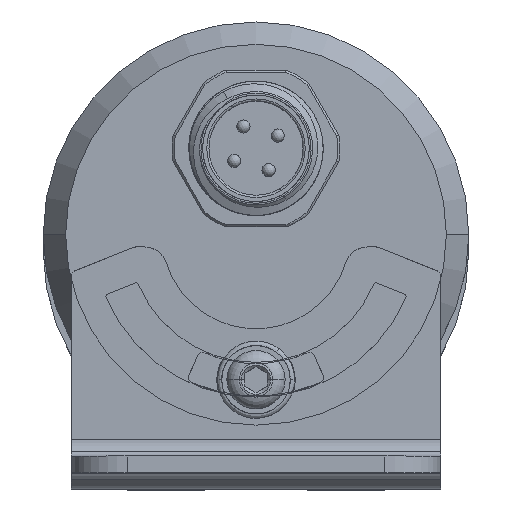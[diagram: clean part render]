
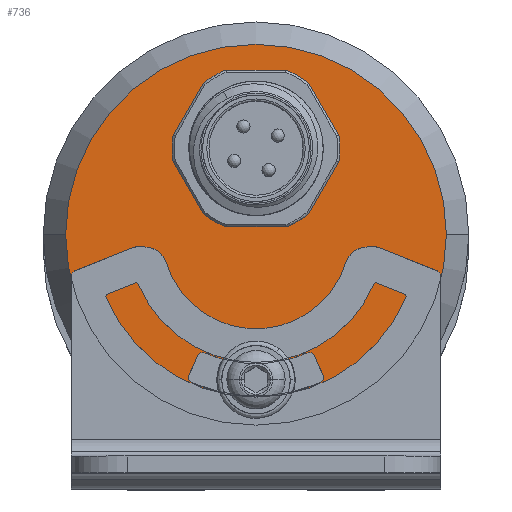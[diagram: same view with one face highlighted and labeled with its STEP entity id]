
A CAD part, top view. The second image highlights one B-rep face of the part: STEP entity #736.
In plain terms, the highlighted planar face has unit normal (0, 0, 1).
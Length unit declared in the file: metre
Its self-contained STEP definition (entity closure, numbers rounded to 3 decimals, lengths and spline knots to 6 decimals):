
#736=ADVANCED_FACE('9:872',(#1580,#1581),#1582,.F.);
#1580=FACE_OUTER_BOUND('',#2619,.T.);
#1581=FACE_BOUND('',#2620,.T.);
#1582=PLANE('',#2621);
#2619=EDGE_LOOP('',(#4897,#4898));
#2620=EDGE_LOOP('',(#4899,#4900,#4901,#4902,#4903,#4904,#4905,#4906,#4907,#4908,#4909,#4910,#4911,#4912,#4913,#4914,#4915,#4916,#4917,#4918));
#2621=AXIS2_PLACEMENT_3D('',#4919,#4920,#4921);
#4897=ORIENTED_EDGE('',*,*,#7348,.F.);
#4898=ORIENTED_EDGE('',*,*,#7337,.F.);
#4899=ORIENTED_EDGE('',*,*,#7377,.T.);
#4900=ORIENTED_EDGE('',*,*,#7371,.T.);
#4901=ORIENTED_EDGE('',*,*,#7401,.T.);
#4902=ORIENTED_EDGE('',*,*,#7317,.F.);
#4903=ORIENTED_EDGE('',*,*,#7363,.F.);
#4904=ORIENTED_EDGE('',*,*,#7408,.T.);
#4905=ORIENTED_EDGE('',*,*,#7322,.F.);
#4906=ORIENTED_EDGE('',*,*,#7359,.F.);
#4907=ORIENTED_EDGE('',*,*,#7394,.T.);
#4908=ORIENTED_EDGE('',*,*,#7387,.T.);
#4909=ORIENTED_EDGE('',*,*,#7410,.T.);
#4910=ORIENTED_EDGE('',*,*,#7327,.F.);
#4911=ORIENTED_EDGE('',*,*,#7355,.F.);
#4912=ORIENTED_EDGE('',*,*,#7412,.T.);
#4913=ORIENTED_EDGE('',*,*,#7312,.F.);
#4914=ORIENTED_EDGE('',*,*,#7367,.F.);
#4915=ORIENTED_EDGE('',*,*,#7397,.T.);
#4916=ORIENTED_EDGE('',*,*,#7373,.T.);
#4917=ORIENTED_EDGE('',*,*,#7383,.T.);
#4918=ORIENTED_EDGE('',*,*,#7391,.T.);
#4919=CARTESIAN_POINT('',(0.0,0.,0.3113));
#4920=DIRECTION('',(0.0,0.0,-1.0));
#4921=DIRECTION('',(0.0,-1.0,0.0));
#7312=EDGE_CURVE('9:938',#8668,#8671,#8672,.F.);
#7317=EDGE_CURVE('9:926',#8677,#8680,#8681,.F.);
#7322=EDGE_CURVE('9:914',#8686,#8689,#8690,.F.);
#7327=EDGE_CURVE('9:902',#8695,#8698,#8699,.F.);
#7337=EDGE_CURVE('9:887',#8713,#8716,#8717,.T.);
#7348=EDGE_CURVE('9:887',#8716,#8713,#8731,.T.);
#7355=EDGE_CURVE('9:902',#8738,#8695,#8740,.F.);
#7359=EDGE_CURVE('9:914',#8744,#8686,#8746,.F.);
#7363=EDGE_CURVE('9:926',#8750,#8677,#8752,.F.);
#7367=EDGE_CURVE('9:938',#8756,#8668,#8758,.F.);
#7371=EDGE_CURVE('9:950',#8657,#8762,#8764,.T.);
#7373=EDGE_CURVE('9:965',#8766,#8647,#8767,.T.);
#7377=EDGE_CURVE('9:980',#8772,#8657,#8773,.T.);
#7383=EDGE_CURVE('9:995',#8647,#8780,#8782,.T.);
#7387=EDGE_CURVE('9:1004',#8787,#8785,#8788,.T.);
#7391=EDGE_CURVE('9:1013',#8780,#8772,#8792,.T.);
#7394=EDGE_CURVE('9:1016',#8744,#8787,#8795,.F.);
#7397=EDGE_CURVE('9:1022',#8756,#8766,#8798,.F.);
#7401=EDGE_CURVE('9:1031',#8762,#8680,#8802,.F.);
#7408=EDGE_CURVE('9:1043',#8750,#8689,#8809,.T.);
#7410=EDGE_CURVE('9:1046',#8785,#8698,#8811,.F.);
#7412=EDGE_CURVE('9:1049',#8738,#8671,#8813,.T.);
#8647=VERTEX_POINT('',#10554);
#8657=VERTEX_POINT('',#10567);
#8668=VERTEX_POINT('',#10581);
#8671=VERTEX_POINT('',#10585);
#8672=CIRCLE('',#10586,0.0005);
#8677=VERTEX_POINT('',#10592);
#8680=VERTEX_POINT('',#10596);
#8681=CIRCLE('',#10597,0.0005);
#8686=VERTEX_POINT('',#10603);
#8689=VERTEX_POINT('',#10607);
#8690=CIRCLE('',#10608,0.0005);
#8695=VERTEX_POINT('',#10614);
#8698=VERTEX_POINT('',#10618);
#8699=CIRCLE('',#10619,0.0005);
#8713=VERTEX_POINT('',#10636);
#8716=VERTEX_POINT('',#10640);
#8717=CIRCLE('',#10641,0.017);
#8731=CIRCLE('',#10658,0.017);
#8738=VERTEX_POINT('',#10665);
#8740=CIRCLE('',#10668,0.0005);
#8744=VERTEX_POINT('',#10672);
#8746=CIRCLE('',#10675,0.0005);
#8750=VERTEX_POINT('',#10679);
#8752=CIRCLE('',#10682,0.0005);
#8756=VERTEX_POINT('',#10686);
#8758=CIRCLE('',#10689,0.0005);
#8762=VERTEX_POINT('',#10693);
#8764=CIRCLE('',#10696,0.0035);
#8766=VERTEX_POINT('',#10698);
#8767=CIRCLE('',#10699,0.0035);
#8772=VERTEX_POINT('',#10705);
#8773=CIRCLE('',#10706,0.0035);
#8780=VERTEX_POINT('',#10714);
#8782=CIRCLE('',#10717,0.0035);
#8785=VERTEX_POINT('',#10720);
#8787=VERTEX_POINT('',#10723);
#8788=CIRCLE('',#10724,0.0144);
#8792=CIRCLE('',#10729,0.0115);
#8795=CIRCLE('',#10732,0.0144);
#8798=CIRCLE('',#10735,0.0115);
#8802=CIRCLE('',#10739,0.0115);
#8809=LINE('',#10748,#10749);
#8811=CIRCLE('',#10751,0.0144);
#8813=LINE('',#10753,#10754);
#10554=CARTESIAN_POINT('',(-0.0035,-0.012951,0.3113));
#10567=CARTESIAN_POINT('',(0.0035,-0.012951,0.3113));
#10581=CARTESIAN_POINT('',(-0.004915,-0.010558,0.3113));
#10585=CARTESIAN_POINT('',(-0.00519,-0.010812,0.3113));
#10586=AXIS2_PLACEMENT_3D('',#30287,#30288,#30289);
#10592=CARTESIAN_POINT('',(0.004915,-0.010558,0.3113));
#10596=CARTESIAN_POINT('',(0.00454,-0.010566,0.3113));
#10597=AXIS2_PLACEMENT_3D('',#30295,#30296,#30297);
#10603=CARTESIAN_POINT('',(0.006015,-0.012922,0.3113));
#10607=CARTESIAN_POINT('',(0.005999,-0.012533,0.3113));
#10608=AXIS2_PLACEMENT_3D('',#30303,#30304,#30305);
#10614=CARTESIAN_POINT('',(-0.006015,-0.012922,0.3113));
#10618=CARTESIAN_POINT('',(-0.005746,-0.013204,0.3113));
#10619=AXIS2_PLACEMENT_3D('',#30311,#30312,#30313);
#10636=CARTESIAN_POINT('',(0.017,0.,0.3113));
#10640=CARTESIAN_POINT('',(-0.017,0.,0.3113));
#10641=AXIS2_PLACEMENT_3D('',#30327,#30328,#30329);
#10658=AXIS2_PLACEMENT_3D('',#30345,#30346,#30347);
#10665=CARTESIAN_POINT('',(-0.005999,-0.012533,0.3113));
#10668=AXIS2_PLACEMENT_3D('',#30358,#30359,#30360);
#10672=CARTESIAN_POINT('',(0.005746,-0.013204,0.3113));
#10675=AXIS2_PLACEMENT_3D('',#30365,#30366,#30367);
#10679=CARTESIAN_POINT('',(0.00519,-0.010812,0.3113));
#10682=AXIS2_PLACEMENT_3D('',#30372,#30373,#30374);
#10686=CARTESIAN_POINT('',(-0.00454,-0.010566,0.3113));
#10689=AXIS2_PLACEMENT_3D('',#30379,#30380,#30381);
#10693=CARTESIAN_POINT('',(0.002976,-0.011108,0.3113));
#10696=AXIS2_PLACEMENT_3D('',#30386,#30387,#30388);
#10698=CARTESIAN_POINT('',(-0.002976,-0.011108,0.3113));
#10699=AXIS2_PLACEMENT_3D('',#30389,#30390,#30391);
#10705=CARTESIAN_POINT('',(0.002976,-0.011114,0.3113));
#10706=AXIS2_PLACEMENT_3D('',#30396,#30397,#30398);
#10714=CARTESIAN_POINT('',(-0.002976,-0.011114,0.3113));
#10717=AXIS2_PLACEMENT_3D('',#30407,#30408,#30409);
#10720=CARTESIAN_POINT('',(-0.003337,-0.014011,0.3113));
#10723=CARTESIAN_POINT('',(0.003337,-0.014011,0.3113));
#10724=AXIS2_PLACEMENT_3D('',#30414,#30415,#30416);
#10729=AXIS2_PLACEMENT_3D('',#30421,#30422,#30423);
#10732=AXIS2_PLACEMENT_3D('',#30424,#30425,#30426);
#10735=AXIS2_PLACEMENT_3D('',#30430,#30431,#30432);
#10739=AXIS2_PLACEMENT_3D('',#30439,#30440,#30441);
#10748=CARTESIAN_POINT('',(0.005003,-0.010415,0.3113));
#10749=VECTOR('',#30447,1.0);
#10751=AXIS2_PLACEMENT_3D('',#30448,#30449,#30450);
#10753=CARTESIAN_POINT('',(-0.006191,-0.01294,0.3113));
#10754=VECTOR('',#30451,1.0);
#30287=CARTESIAN_POINT('',(-0.004738,-0.011025,0.3113));
#30288=DIRECTION('',(0.0,0.0,-1.0));
#30289=DIRECTION('',(-0.355,0.935,0.0));
#30295=CARTESIAN_POINT('',(0.004738,-0.011025,0.3113));
#30296=DIRECTION('',(0.0,0.0,-1.0));
#30297=DIRECTION('',(0.355,0.935,0.0));
#30303=CARTESIAN_POINT('',(0.005547,-0.012745,0.3113));
#30304=DIRECTION('',(0.0,0.0,-1.0));
#30305=DIRECTION('',(0.936,-0.353,0.0));
#30311=CARTESIAN_POINT('',(-0.005547,-0.012745,0.3113));
#30312=DIRECTION('',(-0.0,0.0,-1.0));
#30313=DIRECTION('',(-0.936,-0.353,0.0));
#30327=CARTESIAN_POINT('',(0.0,0.,0.3113));
#30328=DIRECTION('',(0.0,0.0,-1.0));
#30329=DIRECTION('',(1.0,0.0,0.0));
#30345=CARTESIAN_POINT('',(0.0,0.,0.3113));
#30346=DIRECTION('',(0.0,0.0,-1.0));
#30347=DIRECTION('',(1.0,0.0,0.0));
#30358=CARTESIAN_POINT('',(-0.005547,-0.012745,0.3113));
#30359=DIRECTION('',(-0.0,0.0,-1.0));
#30360=DIRECTION('',(-0.936,-0.353,0.0));
#30365=CARTESIAN_POINT('',(0.005547,-0.012745,0.3113));
#30366=DIRECTION('',(0.0,0.0,-1.0));
#30367=DIRECTION('',(0.936,-0.353,0.0));
#30372=CARTESIAN_POINT('',(0.004738,-0.011025,0.3113));
#30373=DIRECTION('',(0.0,0.0,-1.0));
#30374=DIRECTION('',(0.355,0.935,0.0));
#30379=CARTESIAN_POINT('',(-0.004738,-0.011025,0.3113));
#30380=DIRECTION('',(0.0,0.0,-1.0));
#30381=DIRECTION('',(-0.355,0.935,0.0));
#30386=CARTESIAN_POINT('',(0.,-0.01295,0.3113));
#30387=DIRECTION('',(0.0,0.0,1.0));
#30388=DIRECTION('',(1.0,0.0,0.0));
#30389=CARTESIAN_POINT('',(0.,-0.01295,0.3113));
#30390=DIRECTION('',(0.0,0.0,1.0));
#30391=DIRECTION('',(1.0,0.0,0.0));
#30396=CARTESIAN_POINT('',(0.,-0.012955,0.3113));
#30397=DIRECTION('',(0.0,0.0,-1.0));
#30398=DIRECTION('',(1.0,0.0,0.0));
#30407=CARTESIAN_POINT('',(0.,-0.012955,0.3113));
#30408=DIRECTION('',(0.0,0.0,-1.0));
#30409=DIRECTION('',(1.0,0.0,0.0));
#30414=CARTESIAN_POINT('',(0.,-0.000005,0.3113));
#30415=DIRECTION('',(-0.0,0.0,-1.0));
#30416=DIRECTION('',(-0.232,-0.973,0.0));
#30421=CARTESIAN_POINT('',(0.,-0.000005,0.3113));
#30422=DIRECTION('',(0.0,0.0,1.0));
#30423=DIRECTION('',(-0.259,-0.966,0.0));
#30424=CARTESIAN_POINT('',(0.,0.,0.3113));
#30425=DIRECTION('',(0.0,-0.0,1.0));
#30426=DIRECTION('',(1.0,0.0,0.0));
#30430=CARTESIAN_POINT('',(0.,0.,0.3113));
#30431=DIRECTION('',(0.0,0.0,-1.0));
#30432=DIRECTION('',(1.0,0.0,0.0));
#30439=CARTESIAN_POINT('',(0.,0.,0.3113));
#30440=DIRECTION('',(0.0,0.0,-1.0));
#30441=DIRECTION('',(1.0,0.0,0.0));
#30447=DIRECTION('',(0.426,-0.905,0.0));
#30448=CARTESIAN_POINT('',(0.,0.,0.3113));
#30449=DIRECTION('',(0.0,-0.0,1.0));
#30450=DIRECTION('',(1.0,0.0,0.0));
#30451=DIRECTION('',(0.426,0.905,0.0));
